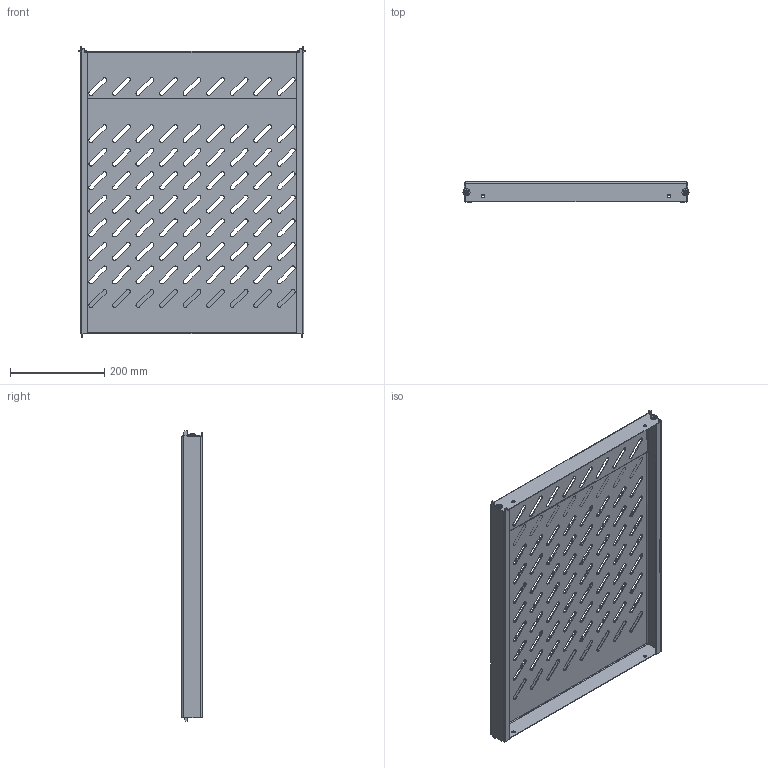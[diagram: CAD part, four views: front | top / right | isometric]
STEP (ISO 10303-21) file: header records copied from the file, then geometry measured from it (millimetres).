
FILE_DESCRIPTION (( 'STEP AP203' ), '1' );
FILE_NAME ('UR57700040100 Ïîëêà ïðèáîðíàÿ ðåãóëèðóåìàÿ äëÿ 19-äþéìîâîãî îáîðóäîâàíèÿ (äî 100êã) RS52 (000.801.577) .STEP', '2022-04-26T07:58:44', ( '' ), ( '' ), 'SwSTEP 2.0', 'SolidWorks 2017', '' );
FILE_SCHEMA (( 'CONFIG_CONTROL_DESIGN' ));
Length unit declared in the file: millimetre
Products named in the file (5): 068-15 Ïîëêà; Øàéáà_6958 øèðîêàÿ_5; 068-14 Ïîëêà; Âèíò DIN 7500 C ISO 7085_Œ5å12; UR57700040100 Ïîëêà ïðèáîðíàÿ ðåãóëèðóåìàÿ äëÿ 19-äþéìîâîãî îáîðóäîâàíèÿ (äî 100êã) RS52 (000.801.577) 
Assembly tree (6 placements, depth 2):
  UR57700040100 Ïîëêà ïðèáîðíàÿ ðåãóëèðóåìàÿ äëÿ 19-äþéìîâîãî îáîðóäîâàíèÿ (äî 100êã) RS52 (000.801.577) 
    068-14 Ïîëêà
    068-15 Ïîëêà
    Âèíò DIN 7500 C ISO 7085_Œ5å12  x2
    Øàéáà_6958 øèðîêàÿ_5  x2
Bounding box: 479.99 x 42.8 x 616.2 mm (x, y, z)
Volume: 841153.6 mm3; surface area: 1232064.1 mm2
Topology: 6 solids, 6 shells, 993 faces, 2849 edges, 1870 vertices
Faces by surface type: cylinder 527, plane 450, bspline 8, torus 4, sphere 4
Entity records: 33518 total; most frequent: CARTESIAN_POINT 6160, DIRECTION 5701, ORIENTED_EDGE 5538, EDGE_CURVE 2769, AXIS2_PLACEMENT_3D 1991, VERTEX_POINT 1818, VECTOR 1719, LINE 1719
